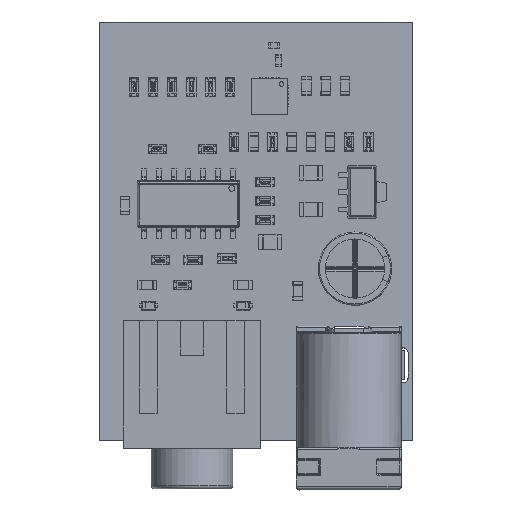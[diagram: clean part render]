
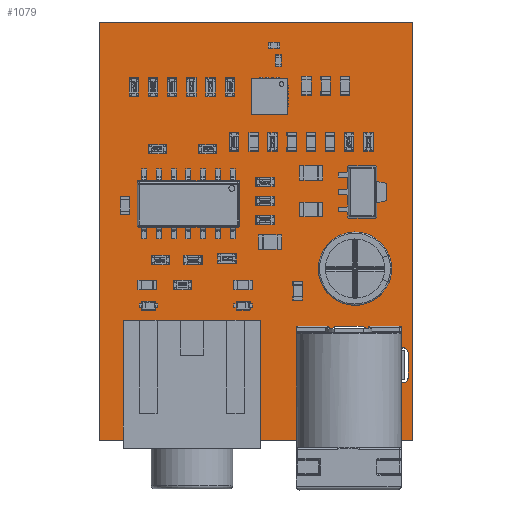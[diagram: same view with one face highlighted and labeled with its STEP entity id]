
A CAD part, top view. The second image highlights one B-rep face of the part: STEP entity #1079.
In plain terms, the highlighted planar face has unit normal (0, 0, 1).
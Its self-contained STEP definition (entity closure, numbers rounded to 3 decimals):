
#224 = VERTEX_POINT('',#225);
#225 = CARTESIAN_POINT('',(147.,26.,1.619));
#231 = EDGE_CURVE('',#224,#232,#234,.T.);
#232 = VERTEX_POINT('',#233);
#233 = CARTESIAN_POINT('',(147.,62.,1.619));
#234 = LINE('',#235,#236);
#235 = CARTESIAN_POINT('',(147.,26.,1.619));
#236 = VECTOR('',#237,1.);
#237 = DIRECTION('',(0.,1.,0.));
#262 = EDGE_CURVE('',#232,#263,#265,.T.);
#263 = VERTEX_POINT('',#264);
#264 = CARTESIAN_POINT('',(174.,62.,1.619));
#265 = LINE('',#266,#267);
#266 = CARTESIAN_POINT('',(147.,62.,1.619));
#267 = VECTOR('',#268,1.);
#268 = DIRECTION('',(1.,0.,0.));
#293 = EDGE_CURVE('',#263,#294,#296,.T.);
#294 = VERTEX_POINT('',#295);
#295 = CARTESIAN_POINT('',(174.,26.,1.619));
#296 = LINE('',#297,#298);
#297 = CARTESIAN_POINT('',(174.,62.,1.619));
#298 = VECTOR('',#299,1.);
#299 = DIRECTION('',(0.,-1.,0.));
#324 = EDGE_CURVE('',#294,#224,#325,.T.);
#325 = LINE('',#326,#327);
#326 = CARTESIAN_POINT('',(174.,26.,1.619));
#327 = VECTOR('',#328,1.);
#328 = DIRECTION('',(-1.,0.,0.));
#348 = VERTEX_POINT('',#349);
#349 = CARTESIAN_POINT('',(150.737,28.321,1.619));
#355 = EDGE_CURVE('',#348,#348,#356,.T.);
#356 = CIRCLE('',#357,0.75);
#357 = AXIS2_PLACEMENT_3D('',#358,#359,#360);
#358 = CARTESIAN_POINT('',(149.987,28.321,1.619));
#359 = DIRECTION('',(0.,0.,1.));
#360 = DIRECTION('',(1.,0.,0.));
#381 = VERTEX_POINT('',#382);
#382 = CARTESIAN_POINT('',(155.587,28.321,1.619));
#388 = EDGE_CURVE('',#381,#381,#389,.T.);
#389 = CIRCLE('',#390,0.6);
#390 = AXIS2_PLACEMENT_3D('',#391,#392,#393);
#391 = CARTESIAN_POINT('',(154.987,28.321,1.619));
#392 = DIRECTION('',(0.,0.,1.));
#393 = DIRECTION('',(1.,0.,0.));
#414 = VERTEX_POINT('',#415);
#415 = CARTESIAN_POINT('',(160.737,28.321,1.619));
#421 = EDGE_CURVE('',#414,#414,#422,.T.);
#422 = CIRCLE('',#423,0.75);
#423 = AXIS2_PLACEMENT_3D('',#424,#425,#426);
#424 = CARTESIAN_POINT('',(159.987,28.321,1.619));
#425 = DIRECTION('',(0.,0.,1.));
#426 = DIRECTION('',(1.,0.,0.));
#447 = VERTEX_POINT('',#448);
#448 = CARTESIAN_POINT('',(150.587,33.321,1.619));
#454 = EDGE_CURVE('',#447,#447,#455,.T.);
#455 = CIRCLE('',#456,0.6);
#456 = AXIS2_PLACEMENT_3D('',#457,#458,#459);
#457 = CARTESIAN_POINT('',(149.987,33.321,1.619));
#458 = DIRECTION('',(0.,0.,1.));
#459 = DIRECTION('',(1.,0.,0.));
#480 = VERTEX_POINT('',#481);
#481 = CARTESIAN_POINT('',(158.087,33.321,1.619));
#487 = EDGE_CURVE('',#480,#480,#488,.T.);
#488 = CIRCLE('',#489,0.6);
#489 = AXIS2_PLACEMENT_3D('',#490,#491,#492);
#490 = CARTESIAN_POINT('',(157.487,33.321,1.619));
#491 = DIRECTION('',(0.,0.,1.));
#492 = DIRECTION('',(1.,0.,0.));
#513 = VERTEX_POINT('',#514);
#514 = CARTESIAN_POINT('',(153.087,33.321,1.619));
#520 = EDGE_CURVE('',#513,#513,#521,.T.);
#521 = CIRCLE('',#522,0.6);
#522 = AXIS2_PLACEMENT_3D('',#523,#524,#525);
#523 = CARTESIAN_POINT('',(152.487,33.321,1.619));
#524 = DIRECTION('',(0.,0.,1.));
#525 = DIRECTION('',(1.,0.,0.));
#546 = VERTEX_POINT('',#547);
#547 = CARTESIAN_POINT('',(160.587,33.321,1.619));
#553 = EDGE_CURVE('',#546,#546,#554,.T.);
#554 = CIRCLE('',#555,0.6);
#555 = AXIS2_PLACEMENT_3D('',#556,#557,#558);
#556 = CARTESIAN_POINT('',(159.987,33.321,1.619));
#557 = DIRECTION('',(0.,0.,1.));
#558 = DIRECTION('',(1.,0.,0.));
#579 = VERTEX_POINT('',#580);
#580 = CARTESIAN_POINT('',(169.804,28.81,1.619));
#586 = EDGE_CURVE('',#579,#587,#589,.T.);
#587 = VERTEX_POINT('',#588);
#588 = CARTESIAN_POINT('',(169.804,29.61,1.619));
#589 = CIRCLE('',#590,0.4);
#590 = AXIS2_PLACEMENT_3D('',#591,#592,#593);
#591 = CARTESIAN_POINT('',(169.804,29.21,1.619));
#592 = DIRECTION('',(0.,0.,1.));
#593 = DIRECTION('',(0.,-1.,0.));
#621 = VERTEX_POINT('',#622);
#622 = CARTESIAN_POINT('',(167.254,28.81,1.619));
#628 = EDGE_CURVE('',#621,#579,#629,.T.);
#629 = LINE('',#630,#631);
#630 = CARTESIAN_POINT('',(167.254,28.81,1.619));
#631 = VECTOR('',#632,1.);
#632 = DIRECTION('',(1.,0.,0.));
#652 = VERTEX_POINT('',#653);
#653 = CARTESIAN_POINT('',(167.254,29.61,1.619));
#659 = EDGE_CURVE('',#652,#621,#660,.T.);
#660 = CIRCLE('',#661,0.4);
#661 = AXIS2_PLACEMENT_3D('',#662,#663,#664);
#662 = CARTESIAN_POINT('',(167.254,29.21,1.619));
#663 = DIRECTION('',(0.,0.,1.));
#664 = DIRECTION('',(0.,1.,0.));
#683 = EDGE_CURVE('',#587,#652,#684,.T.);
#684 = LINE('',#685,#686);
#685 = CARTESIAN_POINT('',(169.804,29.61,1.619));
#686 = VECTOR('',#687,1.);
#687 = DIRECTION('',(-1.,0.,0.));
#707 = VERTEX_POINT('',#708);
#708 = CARTESIAN_POINT('',(173.579,33.56,1.619));
#714 = EDGE_CURVE('',#707,#715,#717,.T.);
#715 = VERTEX_POINT('',#716);
#716 = CARTESIAN_POINT('',(172.779,33.56,1.619));
#717 = CIRCLE('',#718,0.4);
#718 = AXIS2_PLACEMENT_3D('',#719,#720,#721);
#719 = CARTESIAN_POINT('',(173.179,33.56,1.619));
#720 = DIRECTION('',(0.,0.,1.));
#721 = DIRECTION('',(1.,0.,0.));
#749 = VERTEX_POINT('',#750);
#750 = CARTESIAN_POINT('',(173.579,31.36,1.619));
#756 = EDGE_CURVE('',#749,#707,#757,.T.);
#757 = LINE('',#758,#759);
#758 = CARTESIAN_POINT('',(173.579,31.36,1.619));
#759 = VECTOR('',#760,1.);
#760 = DIRECTION('',(0.,1.,0.));
#780 = VERTEX_POINT('',#781);
#781 = CARTESIAN_POINT('',(172.779,31.36,1.619));
#787 = EDGE_CURVE('',#780,#749,#788,.T.);
#788 = CIRCLE('',#789,0.4);
#789 = AXIS2_PLACEMENT_3D('',#790,#791,#792);
#790 = CARTESIAN_POINT('',(173.179,31.36,1.619));
#791 = DIRECTION('',(0.,0.,1.));
#792 = DIRECTION('',(-1.,0.,0.));
#811 = EDGE_CURVE('',#715,#780,#812,.T.);
#812 = LINE('',#813,#814);
#813 = CARTESIAN_POINT('',(172.779,33.56,1.619));
#814 = VECTOR('',#815,1.);
#815 = DIRECTION('',(0.,-1.,0.));
#835 = VERTEX_POINT('',#836);
#836 = CARTESIAN_POINT('',(168.192,40.767,1.619));
#842 = EDGE_CURVE('',#835,#835,#843,.T.);
#843 = CIRCLE('',#844,0.425);
#844 = AXIS2_PLACEMENT_3D('',#845,#846,#847);
#845 = CARTESIAN_POINT('',(167.767,40.767,1.619));
#846 = DIRECTION('',(0.,0.,1.));
#847 = DIRECTION('',(1.,0.,0.));
#868 = VERTEX_POINT('',#869);
#869 = CARTESIAN_POINT('',(169.629,35.01,1.619));
#875 = EDGE_CURVE('',#868,#876,#878,.T.);
#876 = VERTEX_POINT('',#877);
#877 = CARTESIAN_POINT('',(169.629,35.81,1.619));
#878 = CIRCLE('',#879,0.4);
#879 = AXIS2_PLACEMENT_3D('',#880,#881,#882);
#880 = CARTESIAN_POINT('',(169.629,35.41,1.619));
#881 = DIRECTION('',(0.,0.,1.));
#882 = DIRECTION('',(0.,-1.,0.));
#910 = VERTEX_POINT('',#911);
#911 = CARTESIAN_POINT('',(167.429,35.01,1.619));
#917 = EDGE_CURVE('',#910,#868,#918,.T.);
#918 = LINE('',#919,#920);
#919 = CARTESIAN_POINT('',(167.429,35.01,1.619));
#920 = VECTOR('',#921,1.);
#921 = DIRECTION('',(1.,0.,0.));
#941 = VERTEX_POINT('',#942);
#942 = CARTESIAN_POINT('',(167.429,35.81,1.619));
#948 = EDGE_CURVE('',#941,#910,#949,.T.);
#949 = CIRCLE('',#950,0.4);
#950 = AXIS2_PLACEMENT_3D('',#951,#952,#953);
#951 = CARTESIAN_POINT('',(167.429,35.41,1.619));
#952 = DIRECTION('',(0.,0.,1.));
#953 = DIRECTION('',(0.,1.,0.));
#972 = EDGE_CURVE('',#876,#941,#973,.T.);
#973 = LINE('',#974,#975);
#974 = CARTESIAN_POINT('',(169.629,35.81,1.619));
#975 = VECTOR('',#976,1.);
#976 = DIRECTION('',(-1.,0.,0.));
#996 = VERTEX_POINT('',#997);
#997 = CARTESIAN_POINT('',(170.692,40.767,1.619));
#1003 = EDGE_CURVE('',#996,#996,#1004,.T.);
#1004 = CIRCLE('',#1005,0.425);
#1005 = AXIS2_PLACEMENT_3D('',#1006,#1007,#1008);
#1006 = CARTESIAN_POINT('',(170.267,40.767,1.619));
#1007 = DIRECTION('',(0.,0.,1.));
#1008 = DIRECTION('',(1.,0.,0.));
#1079 = ADVANCED_FACE('',(#1080,#1086,#1089,#1092,#1095,#1098,#1101,
    #1104,#1107,#1113,#1119,#1122,#1128),#1131,.T.);
#1080 = FACE_BOUND('',#1081,.F.);
#1081 = EDGE_LOOP('',(#1082,#1083,#1084,#1085));
#1082 = ORIENTED_EDGE('',*,*,#231,.T.);
#1083 = ORIENTED_EDGE('',*,*,#262,.T.);
#1084 = ORIENTED_EDGE('',*,*,#293,.T.);
#1085 = ORIENTED_EDGE('',*,*,#324,.T.);
#1086 = FACE_BOUND('',#1087,.T.);
#1087 = EDGE_LOOP('',(#1088));
#1088 = ORIENTED_EDGE('',*,*,#355,.F.);
#1089 = FACE_BOUND('',#1090,.T.);
#1090 = EDGE_LOOP('',(#1091));
#1091 = ORIENTED_EDGE('',*,*,#388,.F.);
#1092 = FACE_BOUND('',#1093,.T.);
#1093 = EDGE_LOOP('',(#1094));
#1094 = ORIENTED_EDGE('',*,*,#421,.F.);
#1095 = FACE_BOUND('',#1096,.T.);
#1096 = EDGE_LOOP('',(#1097));
#1097 = ORIENTED_EDGE('',*,*,#454,.F.);
#1098 = FACE_BOUND('',#1099,.T.);
#1099 = EDGE_LOOP('',(#1100));
#1100 = ORIENTED_EDGE('',*,*,#487,.F.);
#1101 = FACE_BOUND('',#1102,.T.);
#1102 = EDGE_LOOP('',(#1103));
#1103 = ORIENTED_EDGE('',*,*,#520,.F.);
#1104 = FACE_BOUND('',#1105,.T.);
#1105 = EDGE_LOOP('',(#1106));
#1106 = ORIENTED_EDGE('',*,*,#553,.F.);
#1107 = FACE_BOUND('',#1108,.T.);
#1108 = EDGE_LOOP('',(#1109,#1110,#1111,#1112));
#1109 = ORIENTED_EDGE('',*,*,#586,.F.);
#1110 = ORIENTED_EDGE('',*,*,#628,.F.);
#1111 = ORIENTED_EDGE('',*,*,#659,.F.);
#1112 = ORIENTED_EDGE('',*,*,#683,.F.);
#1113 = FACE_BOUND('',#1114,.T.);
#1114 = EDGE_LOOP('',(#1115,#1116,#1117,#1118));
#1115 = ORIENTED_EDGE('',*,*,#714,.F.);
#1116 = ORIENTED_EDGE('',*,*,#756,.F.);
#1117 = ORIENTED_EDGE('',*,*,#787,.F.);
#1118 = ORIENTED_EDGE('',*,*,#811,.F.);
#1119 = FACE_BOUND('',#1120,.T.);
#1120 = EDGE_LOOP('',(#1121));
#1121 = ORIENTED_EDGE('',*,*,#842,.F.);
#1122 = FACE_BOUND('',#1123,.T.);
#1123 = EDGE_LOOP('',(#1124,#1125,#1126,#1127));
#1124 = ORIENTED_EDGE('',*,*,#875,.F.);
#1125 = ORIENTED_EDGE('',*,*,#917,.F.);
#1126 = ORIENTED_EDGE('',*,*,#948,.F.);
#1127 = ORIENTED_EDGE('',*,*,#972,.F.);
#1128 = FACE_BOUND('',#1129,.T.);
#1129 = EDGE_LOOP('',(#1130));
#1130 = ORIENTED_EDGE('',*,*,#1003,.F.);
#1131 = PLANE('',#1132);
#1132 = AXIS2_PLACEMENT_3D('',#1133,#1134,#1135);
#1133 = CARTESIAN_POINT('',(147.,26.,1.619));
#1134 = DIRECTION('',(0.,0.,1.));
#1135 = DIRECTION('',(1.,0.,0.));
